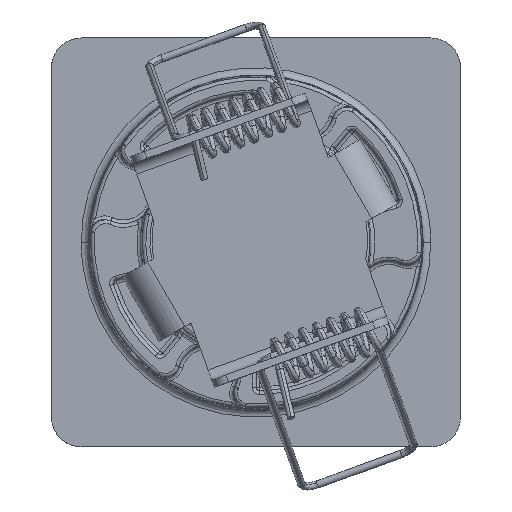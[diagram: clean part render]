
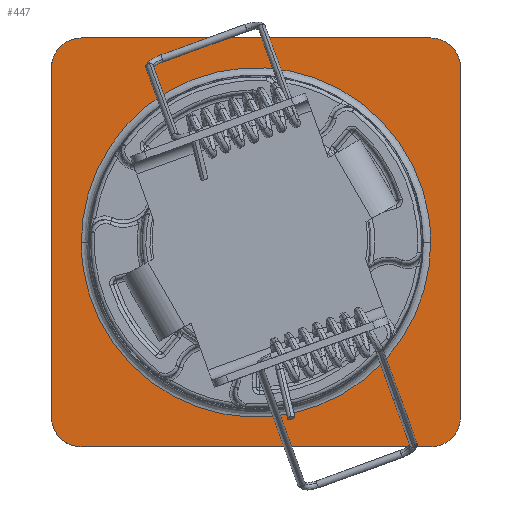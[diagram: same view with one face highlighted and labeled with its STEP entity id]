
A CAD part, top view. The second image highlights one B-rep face of the part: STEP entity #447.
In plain terms, the highlighted planar face has unit normal (0, 0, 1).
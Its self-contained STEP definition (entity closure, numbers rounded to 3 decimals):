
#39=FACE_BOUND('',#1797,.T.);
#447=ADVANCED_FACE('',(#1119,#39),#10017,.T.);
#1119=FACE_OUTER_BOUND('',#1796,.T.);
#1796=EDGE_LOOP('',(#3856,#3857,#3858,#3859,#3860,#3861,#3862,#3863));
#1797=EDGE_LOOP('',(#3864,#3865));
#3856=ORIENTED_EDGE('',*,*,#6369,.T.);
#3857=ORIENTED_EDGE('',*,*,#6348,.T.);
#3858=ORIENTED_EDGE('',*,*,#6363,.T.);
#3859=ORIENTED_EDGE('',*,*,#6361,.T.);
#3860=ORIENTED_EDGE('',*,*,#6365,.T.);
#3861=ORIENTED_EDGE('',*,*,#6358,.T.);
#3862=ORIENTED_EDGE('',*,*,#6367,.T.);
#3863=ORIENTED_EDGE('',*,*,#6354,.T.);
#3864=ORIENTED_EDGE('',*,*,#6392,.T.);
#3865=ORIENTED_EDGE('',*,*,#6400,.T.);
#6348=EDGE_CURVE('',#9413,#9414,#7820,.T.);
#6354=EDGE_CURVE('',#9417,#9418,#7823,.T.);
#6358=EDGE_CURVE('',#9421,#9422,#7825,.T.);
#6361=EDGE_CURVE('',#9425,#9426,#7827,.T.);
#6363=EDGE_CURVE('',#9414,#9425,#8673,.T.);
#6365=EDGE_CURVE('',#9426,#9421,#8675,.T.);
#6367=EDGE_CURVE('',#9422,#9417,#8677,.T.);
#6369=EDGE_CURVE('',#9418,#9413,#8679,.T.);
#6392=EDGE_CURVE('',#9393,#9442,#7835,.T.);
#6400=EDGE_CURVE('',#9442,#9393,#7842,.T.);
#7820=(
BOUNDED_CURVE()
B_SPLINE_CURVE(2,(#30906,#30907,#30908),.UNSPECIFIED.,.F.,.F.)
B_SPLINE_CURVE_WITH_KNOTS((3,3),(0.,6.283),.UNSPECIFIED.)
CURVE()
GEOMETRIC_REPRESENTATION_ITEM()
RATIONAL_B_SPLINE_CURVE((1.,0.707,1.))
REPRESENTATION_ITEM('')
);
#7823=(
BOUNDED_CURVE()
B_SPLINE_CURVE(2,(#30921,#30922,#30923),.UNSPECIFIED.,.F.,.F.)
B_SPLINE_CURVE_WITH_KNOTS((3,3),(0.,6.283),.UNSPECIFIED.)
CURVE()
GEOMETRIC_REPRESENTATION_ITEM()
RATIONAL_B_SPLINE_CURVE((1.,0.707,1.))
REPRESENTATION_ITEM('')
);
#7825=(
BOUNDED_CURVE()
B_SPLINE_CURVE(2,(#30931,#30932,#30933),.UNSPECIFIED.,.F.,.F.)
B_SPLINE_CURVE_WITH_KNOTS((3,3),(0.,6.283),.UNSPECIFIED.)
CURVE()
GEOMETRIC_REPRESENTATION_ITEM()
RATIONAL_B_SPLINE_CURVE((1.,0.707,1.))
REPRESENTATION_ITEM('')
);
#7827=(
BOUNDED_CURVE()
B_SPLINE_CURVE(2,(#30939,#30940,#30941),.UNSPECIFIED.,.F.,.F.)
B_SPLINE_CURVE_WITH_KNOTS((3,3),(0.,6.283),.UNSPECIFIED.)
CURVE()
GEOMETRIC_REPRESENTATION_ITEM()
RATIONAL_B_SPLINE_CURVE((1.,0.707,1.))
REPRESENTATION_ITEM('')
);
#7835=(
BOUNDED_CURVE()
B_SPLINE_CURVE(2,(#31015,#31016,#31017,#31018,#31019),.UNSPECIFIED.,.F.,
 .F.)
B_SPLINE_CURVE_WITH_KNOTS((3,2,3),(73.827,110.741,147.655),
 .UNSPECIFIED.)
CURVE()
GEOMETRIC_REPRESENTATION_ITEM()
RATIONAL_B_SPLINE_CURVE((1.,0.707,1.,0.707,1.))
REPRESENTATION_ITEM('')
);
#7842=(
BOUNDED_CURVE()
B_SPLINE_CURVE(2,(#31050,#31051,#31052,#31053,#31054),.UNSPECIFIED.,.F.,
 .F.)
B_SPLINE_CURVE_WITH_KNOTS((3,2,3),(147.655,184.569,221.482),
 .UNSPECIFIED.)
CURVE()
GEOMETRIC_REPRESENTATION_ITEM()
RATIONAL_B_SPLINE_CURVE((1.,0.707,1.,0.707,1.))
REPRESENTATION_ITEM('')
);
#8673=B_SPLINE_CURVE_WITH_KNOTS('',1,(#30944,#30945),.UNSPECIFIED.,.F.,
 .F.,(2,2),(0.,47.),.UNSPECIFIED.);
#8675=B_SPLINE_CURVE_WITH_KNOTS('',1,(#30948,#30949),.UNSPECIFIED.,.F.,
 .F.,(2,2),(0.,47.),.UNSPECIFIED.);
#8677=B_SPLINE_CURVE_WITH_KNOTS('',1,(#30952,#30953),.UNSPECIFIED.,.F.,
 .F.,(2,2),(0.,47.),.UNSPECIFIED.);
#8679=B_SPLINE_CURVE_WITH_KNOTS('',1,(#30956,#30957),.UNSPECIFIED.,.F.,
 .F.,(2,2),(0.,47.),.UNSPECIFIED.);
#9393=VERTEX_POINT('',#30771);
#9413=VERTEX_POINT('',#30791);
#9414=VERTEX_POINT('',#30792);
#9417=VERTEX_POINT('',#30795);
#9418=VERTEX_POINT('',#30796);
#9421=VERTEX_POINT('',#30799);
#9422=VERTEX_POINT('',#30800);
#9425=VERTEX_POINT('',#30803);
#9426=VERTEX_POINT('',#30804);
#9442=VERTEX_POINT('',#30820);
#10017=PLANE('',#10777);
#10777=AXIS2_PLACEMENT_3D('',#30669,#10888,$);
#10888=DIRECTION('',(0.,0.,1.));
#30669=CARTESIAN_POINT('',(33.689,114.426,-24.54));
#30771=CARTESIAN_POINT('',(-23.5,80.737,-24.54));
#30791=CARTESIAN_POINT('',(23.5,53.237,-24.54));
#30792=CARTESIAN_POINT('',(27.5,57.237,-24.54));
#30795=CARTESIAN_POINT('',(-27.5,57.237,-24.54));
#30796=CARTESIAN_POINT('',(-23.5,53.237,-24.54));
#30799=CARTESIAN_POINT('',(-23.5,108.237,-24.54));
#30800=CARTESIAN_POINT('',(-27.5,104.237,-24.54));
#30803=CARTESIAN_POINT('',(27.5,104.237,-24.54));
#30804=CARTESIAN_POINT('',(23.5,108.237,-24.54));
#30820=CARTESIAN_POINT('',(23.5,80.737,-24.54));
#30906=CARTESIAN_POINT('',(23.5,53.237,-24.54));
#30907=CARTESIAN_POINT('',(27.5,53.237,-24.54));
#30908=CARTESIAN_POINT('',(27.5,57.237,-24.54));
#30921=CARTESIAN_POINT('',(-27.5,57.237,-24.54));
#30922=CARTESIAN_POINT('',(-27.5,53.237,-24.54));
#30923=CARTESIAN_POINT('',(-23.5,53.237,-24.54));
#30931=CARTESIAN_POINT('',(-23.5,108.237,-24.54));
#30932=CARTESIAN_POINT('',(-27.5,108.237,-24.54));
#30933=CARTESIAN_POINT('',(-27.5,104.237,-24.54));
#30939=CARTESIAN_POINT('',(27.5,104.237,-24.54));
#30940=CARTESIAN_POINT('',(27.5,108.237,-24.54));
#30941=CARTESIAN_POINT('',(23.5,108.237,-24.54));
#30944=CARTESIAN_POINT('',(27.5,57.237,-24.54));
#30945=CARTESIAN_POINT('',(27.5,104.237,-24.54));
#30948=CARTESIAN_POINT('',(23.5,108.237,-24.54));
#30949=CARTESIAN_POINT('',(-23.5,108.237,-24.54));
#30952=CARTESIAN_POINT('',(-27.5,104.237,-24.54));
#30953=CARTESIAN_POINT('',(-27.5,57.237,-24.54));
#30956=CARTESIAN_POINT('',(-23.5,53.237,-24.54));
#30957=CARTESIAN_POINT('',(23.5,53.237,-24.54));
#31015=CARTESIAN_POINT('',(-23.5,80.737,-24.54));
#31016=CARTESIAN_POINT('',(-23.5,104.237,-24.54));
#31017=CARTESIAN_POINT('',(0.,104.237,-24.54));
#31018=CARTESIAN_POINT('',(23.5,104.237,-24.54));
#31019=CARTESIAN_POINT('',(23.5,80.737,-24.54));
#31050=CARTESIAN_POINT('',(23.5,80.737,-24.54));
#31051=CARTESIAN_POINT('',(23.5,57.237,-24.54));
#31052=CARTESIAN_POINT('',(0.,57.237,-24.54));
#31053=CARTESIAN_POINT('',(-23.5,57.237,-24.54));
#31054=CARTESIAN_POINT('',(-23.5,80.737,-24.54));
